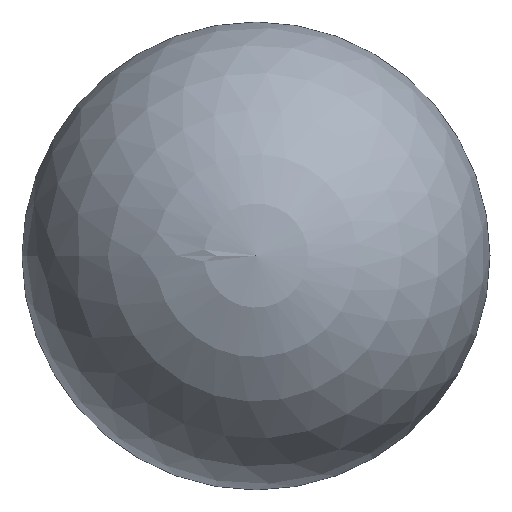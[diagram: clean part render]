
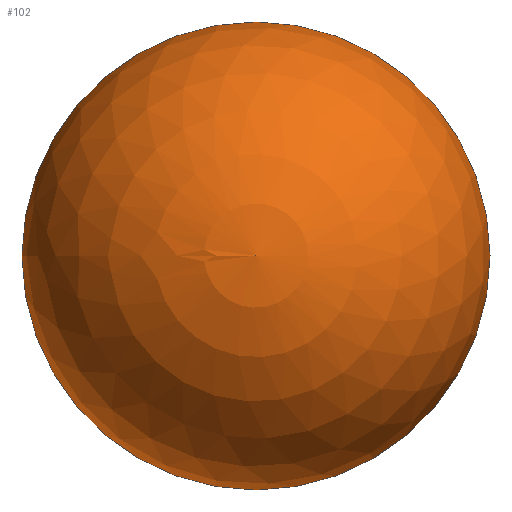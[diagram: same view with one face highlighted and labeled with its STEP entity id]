
A CAD part, top view. The second image highlights one B-rep face of the part: STEP entity #102.
In plain terms, the highlighted spherical face has radius 12.7 mm.
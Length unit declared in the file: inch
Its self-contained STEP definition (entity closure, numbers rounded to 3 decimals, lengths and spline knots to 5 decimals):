
#1 = DIRECTION ( 'NONE',  ( -1., 0., 0. ) ) ;
#3 = ORIENTED_EDGE ( 'NONE', *, *, #105, .F. ) ;
#5 = VERTEX_POINT ( 'NONE', #94 ) ;
#6 = VERTEX_POINT ( 'NONE', #95 ) ;
#8 = EDGE_LOOP ( 'NONE', ( #3, #93 ) ) ;
#23 = CARTESIAN_POINT ( 'NONE',  ( 0., 0., 0. ) ) ;
#24 = DIRECTION ( 'NONE',  ( 0., 0., 1. ) ) ;
#25 = DIRECTION ( 'NONE',  ( 1., 0., 0. ) ) ;
#26 = CARTESIAN_POINT ( 'NONE',  ( 0., 0., 0. ) ) ;
#27 = DIRECTION ( 'NONE',  ( 0., 0., -1. ) ) ;
#28 = DIRECTION ( 'NONE',  ( -1., 0., 0. ) ) ;
#68 = AXIS2_PLACEMENT_3D ( 'NONE', #26, #27, #28 ) ;
#75 = DIRECTION ( 'NONE',  ( 0., 0., -1. ) ) ;
#76 = CARTESIAN_POINT ( 'NONE',  ( 0., 0., 0. ) ) ;
#93 = ORIENTED_EDGE ( 'NONE', *, *, #104, .T. ) ;
#94 = CARTESIAN_POINT ( 'NONE',  ( 0., 0.5, 0. ) ) ;
#95 = CARTESIAN_POINT ( 'NONE',  ( 0., -0.5, 0. ) ) ;
#98 = CIRCLE ( 'NONE', #68, 0.5 ) ;
#99 = CIRCLE ( 'NONE', #117, 0.5 ) ;
#102 = ADVANCED_FACE ( 'NONE', ( #126 ), #127, .T. ) ;
#104 = EDGE_CURVE ( 'NONE', #5, #6, #99, .T. ) ;
#105 = EDGE_CURVE ( 'NONE', #5, #6, #98, .T. ) ;
#117 = AXIS2_PLACEMENT_3D ( 'NONE', #23, #24, #25 ) ;
#126 = FACE_OUTER_BOUND ( 'NONE', #8, .T. ) ;
#127 = SPHERICAL_SURFACE ( 'NONE', #129, 0.5 ) ;
#129 = AXIS2_PLACEMENT_3D ( 'NONE', #76, #75, #1 ) ;
